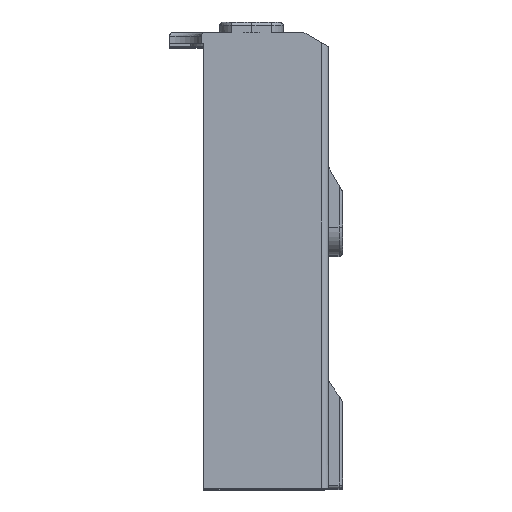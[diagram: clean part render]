
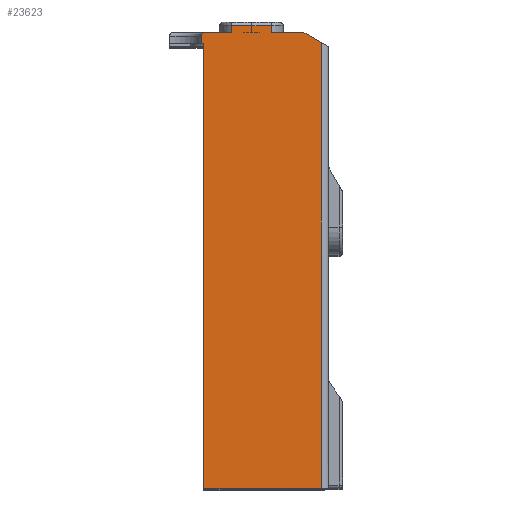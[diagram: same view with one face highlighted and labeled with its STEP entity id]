
A CAD part, top view. The second image highlights one B-rep face of the part: STEP entity #23623.
In plain terms, the highlighted planar face has unit normal (0, 0, 1).
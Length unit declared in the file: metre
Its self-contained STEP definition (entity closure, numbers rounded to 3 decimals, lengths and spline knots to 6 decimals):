
#1721=DIRECTION('',(1.,0.,0.));
#1722=VECTOR('',#1721,0.016707);
#1723=CARTESIAN_POINT('',(0.075494,-0.0225,0.1013));
#1724=LINE('',#1723,#1722);
#1725=CARTESIAN_POINT('',(0.0757,0.0415,0.1013));
#1726=DIRECTION('',(0.,0.,1.));
#1727=DIRECTION('',(0.,1.,0.));
#1728=AXIS2_PLACEMENT_3D('',#1725,#1726,#1727);
#1730=DIRECTION('',(-1.,0.,0.));
#1731=VECTOR('',#1730,0.003772);
#1732=CARTESIAN_POINT('',(0.079472,0.042,0.1013));
#1733=LINE('',#1732,#1731);
#1734=DIRECTION('',(-1.,0.,0.));
#1735=VECTOR('',#1734,0.004607);
#1736=CARTESIAN_POINT('',(0.089736,0.042,0.1013));
#1737=LINE('',#1736,#1735);
#1738=DIRECTION('',(-0.866,0.5,0.));
#1739=VECTOR('',#1738,0.002845);
#1740=CARTESIAN_POINT('',(0.0922,0.040577,0.1013));
#1741=LINE('',#1740,#1739);
#1742=DIRECTION('',(0.,1.,0.));
#1743=VECTOR('',#1742,0.063);
#1744=CARTESIAN_POINT('',(0.075494,-0.0225,0.1013));
#1745=LINE('',#1744,#1743);
#3397=DIRECTION('',(0.,-1.,0.));
#3398=VECTOR('',#3397,0.063077);
#3399=CARTESIAN_POINT('',(0.0922,0.040577,0.1013));
#3400=LINE('',#3399,#3398);
#3405=CARTESIAN_POINT('',(0.0922,0.040577,0.1013));
#5332=DIRECTION('',(-1.,0.,0.));
#5333=VECTOR('',#5332,0.000294);
#5334=CARTESIAN_POINT('',(0.075494,0.0405,0.1013));
#5335=LINE('',#5334,#5333);
#15216=DIRECTION('',(0.,1.,0.));
#15217=VECTOR('',#15216,0.001);
#15218=CARTESIAN_POINT('',(0.0752,0.0405,0.1013));
#15219=LINE('',#15218,#15217);
#15502=DIRECTION('',(0.,-1.,0.));
#15503=VECTOR('',#15502,0.001);
#15504=CARTESIAN_POINT('',(0.085128,0.043,0.1013));
#15505=LINE('',#15504,#15503);
#15506=DIRECTION('',(0.,1.,0.));
#15507=VECTOR('',#15506,0.001);
#15508=CARTESIAN_POINT('',(0.079472,0.042,0.1013));
#15509=LINE('',#15508,#15507);
#15660=DIRECTION('',(1.,0.,0.));
#15661=VECTOR('',#15660,0.005657);
#15662=CARTESIAN_POINT('',(0.079472,0.043,0.1013));
#15663=LINE('',#15662,#15661);
#16723=CARTESIAN_POINT('',(0.075494,-0.0225,0.1013));
#16724=VERTEX_POINT('',#16723);
#16725=CARTESIAN_POINT('',(0.0922,-0.0225,0.1013));
#16726=VERTEX_POINT('',#16725);
#17437=CARTESIAN_POINT('',(0.089736,0.042,0.1013));
#17439=VERTEX_POINT('',#17437);
#17442=VERTEX_POINT('',#3405);
#17483=CARTESIAN_POINT('',(0.085128,0.042,0.1013));
#17484=VERTEX_POINT('',#17483);
#17489=CARTESIAN_POINT('',(0.079472,0.042,0.1013));
#17490=VERTEX_POINT('',#17489);
#17491=CARTESIAN_POINT('',(0.0757,0.042,0.1013));
#17492=VERTEX_POINT('',#17491);
#17735=CARTESIAN_POINT('',(0.0752,0.0405,0.1013));
#17736=CARTESIAN_POINT('',(0.0752,0.0415,0.1013));
#17737=VERTEX_POINT('',#17735);
#17738=VERTEX_POINT('',#17736);
#17739=CARTESIAN_POINT('',(0.075494,0.0405,0.1013));
#17740=VERTEX_POINT('',#17739);
#17741=CARTESIAN_POINT('',(0.079472,0.043,0.1013));
#17742=VERTEX_POINT('',#17741);
#17743=CARTESIAN_POINT('',(0.085128,0.043,0.1013));
#17744=VERTEX_POINT('',#17743);
#23594=CARTESIAN_POINT('',(0.0707,0.042,0.1013));
#23595=DIRECTION('',(0.,0.,1.));
#23596=DIRECTION('',(0.,-1.,0.));
#23597=AXIS2_PLACEMENT_3D('',#23594,#23595,#23596);
#23598=PLANE('',#23597);
#23599=ORIENTED_EDGE('',*,*,#23338,.F.);
#23601=ORIENTED_EDGE('',*,*,#23600,.T.);
#23603=ORIENTED_EDGE('',*,*,#23602,.T.);
#23605=ORIENTED_EDGE('',*,*,#23604,.T.);
#23607=ORIENTED_EDGE('',*,*,#23606,.F.);
#23609=ORIENTED_EDGE('',*,*,#23608,.F.);
#23611=ORIENTED_EDGE('',*,*,#23610,.T.);
#23613=ORIENTED_EDGE('',*,*,#23612,.T.);
#23615=ORIENTED_EDGE('',*,*,#23614,.T.);
#23617=ORIENTED_EDGE('',*,*,#23616,.F.);
#23618=ORIENTED_EDGE('',*,*,#23565,.F.);
#23620=ORIENTED_EDGE('',*,*,#23619,.T.);
#23621=EDGE_LOOP('',(#23599,#23601,#23603,#23605,#23607,#23609,#23611,#23613,
#23615,#23617,#23618,#23620));
#23622=FACE_OUTER_BOUND('',#23621,.F.);
#23623=ADVANCED_FACE('',(#23622),#23598,.T.);
#1729=CIRCLE('',#1728,0.0005);
#23338=EDGE_CURVE('',#16724,#16726,#1724,.T.);
#23565=EDGE_CURVE('',#17442,#17439,#1741,.T.);
#23600=EDGE_CURVE('',#16724,#17740,#1745,.T.);
#23602=EDGE_CURVE('',#17740,#17737,#5335,.T.);
#23604=EDGE_CURVE('',#17737,#17738,#15219,.T.);
#23606=EDGE_CURVE('',#17492,#17738,#1729,.T.);
#23608=EDGE_CURVE('',#17490,#17492,#1733,.T.);
#23610=EDGE_CURVE('',#17490,#17742,#15509,.T.);
#23612=EDGE_CURVE('',#17742,#17744,#15663,.T.);
#23614=EDGE_CURVE('',#17744,#17484,#15505,.T.);
#23616=EDGE_CURVE('',#17439,#17484,#1737,.T.);
#23619=EDGE_CURVE('',#17442,#16726,#3400,.T.);
